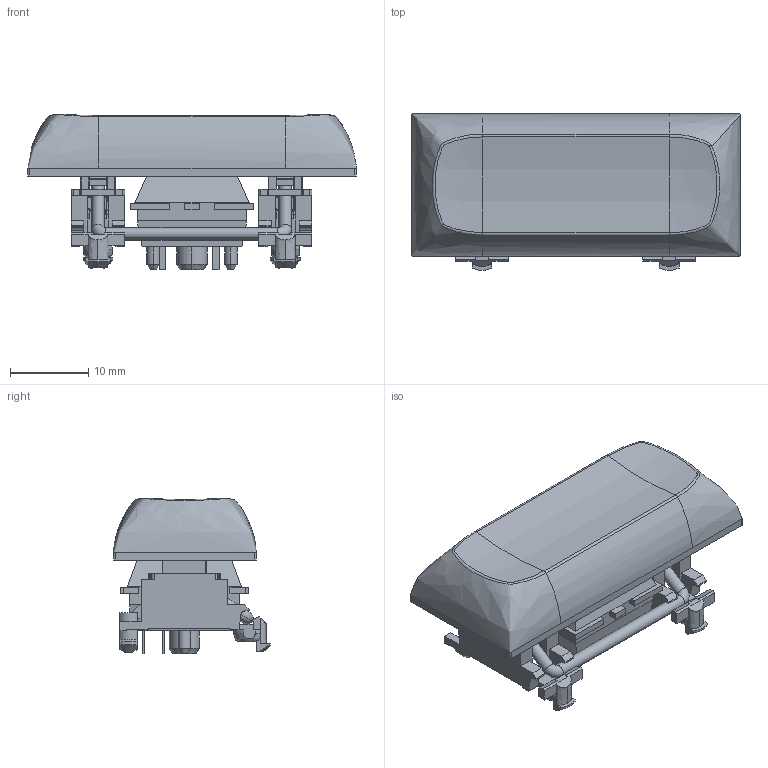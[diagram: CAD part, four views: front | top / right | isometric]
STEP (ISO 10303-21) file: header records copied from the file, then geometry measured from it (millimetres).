
FILE_DESCRIPTION(('FreeCAD Model'),'2;1');
FILE_NAME('CHERRY_MX_2.25U_PCBMount_DSA.step', '2017-11-24T18:34:11',('kicad StepUp'),('ksu MCAD'), 'Open CASCADE STEP processor 6.8','FreeCAD','Unknown');
FILE_SCHEMA(('AUTOMOTIVE_DESIGN_CC2 { 1 2 10303 214 -1 1 5 4 }'));
Length unit declared in the file: millimetre
Products named in the file (2): ASSEMBLY; CHERRY_MX_2.25U_PCBMount_DSA
Assembly tree (1 placements, depth 2):
  ASSEMBLY
    CHERRY_MX_2.25U_PCBMount_DSA
Bounding box: 41.95 x 20 x 19.88 mm (x, y, z)
Volume: 5536.6 mm3; surface area: 5982.7 mm2
Topology: 1 solids, 8 shells, 968 faces, 2649 edges, 1658 vertices
Faces by surface type: plane 547, cylinder 267, bspline 52, sphere 46, torus 26, cone 18, revolution 12
Full cylindrical faces by diameter (mm): 5.6 x3
Entity records: 42123 total; most frequent: CARTESIAN_POINT 11334, ORIENTED_EDGE 5206, DIRECTION 4760, EDGE_CURVE 2603, LINE 1760, VECTOR 1760, VERTEX_POINT 1658, AXIS2_PLACEMENT_3D 1494
